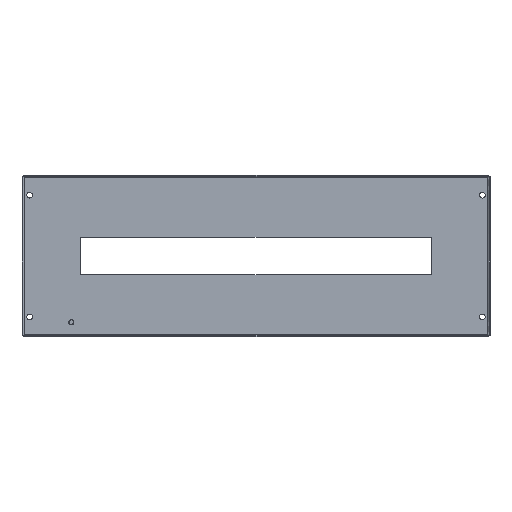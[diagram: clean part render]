
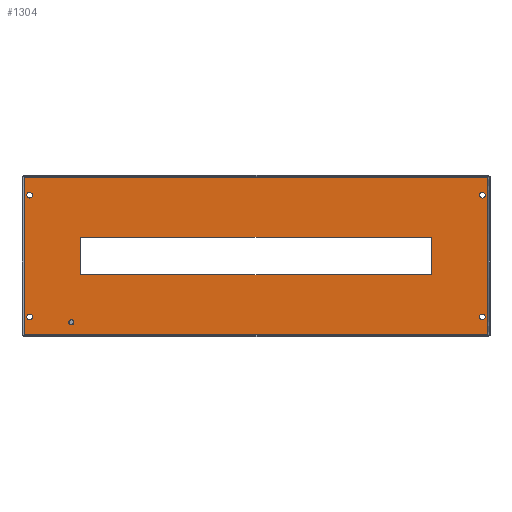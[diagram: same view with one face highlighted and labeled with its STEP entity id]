
A CAD part, top view. The second image highlights one B-rep face of the part: STEP entity #1304.
In plain terms, the highlighted free-form (B-spline) face has degree [1, 1] with [2, 2] control points.
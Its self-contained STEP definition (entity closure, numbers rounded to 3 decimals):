
#887=CARTESIAN_POINT('V82',(240.25,-265.678,
   1.2));
#888=VERTEX_POINT('V82',#887);
#894=CARTESIAN_POINT('E103',(240.25,
   -265.678,1.2));
#895=CARTESIAN_POINT('E103',(240.25,
   -271.74,1.2));
#896=CARTESIAN_POINT('E103',(235.,
   -268.709,1.2));
#897=CARTESIAN_POINT('E103',(229.75,
   -265.678,1.2));
#898=CARTESIAN_POINT('E103',(235.,
   -262.647,1.2));
#899=CARTESIAN_POINT('E103',(240.25,
   -259.616,1.2));
#900=CARTESIAN_POINT('E103',(240.25,
   -265.678,1.2));
#908=(BOUNDED_CURVE()B_SPLINE_CURVE(2,(#894,#895,#896,#897,#898,
   #899,#900),.CIRCULAR_ARC.,.T.,.U.)B_SPLINE_CURVE_WITH_KNOTS((3,
   2,2,3),(0.0,0.333,0.667,1.0),
   .UNSPECIFIED.)CURVE()GEOMETRIC_REPRESENTATION_ITEM()
   RATIONAL_B_SPLINE_CURVE((1.0,0.5,1.0,
   0.5,1.0,0.5,1.0))REPRESENTATION_ITEM(
   'E103'));
#909=EDGE_CURVE('E103',#888,#888,#908,.T.);
#956=CARTESIAN_POINT('V81',(798.45,-265.678,
   1.2));
#957=VERTEX_POINT('V81',#956);
#963=CARTESIAN_POINT('E102',(798.45,
   -265.678,1.2));
#964=CARTESIAN_POINT('E102',(798.45,
   -271.74,1.2));
#965=CARTESIAN_POINT('E102',(793.2,
   -268.709,1.2));
#966=CARTESIAN_POINT('E102',(787.95,
   -265.678,1.2));
#967=CARTESIAN_POINT('E102',(793.2,
   -262.647,1.2));
#968=CARTESIAN_POINT('E102',(798.45,
   -259.616,1.2));
#969=CARTESIAN_POINT('E102',(798.45,
   -265.678,1.2));
#977=(BOUNDED_CURVE()B_SPLINE_CURVE(2,(#963,#964,#965,#966,#967,
   #968,#969),.CIRCULAR_ARC.,.T.,.U.)B_SPLINE_CURVE_WITH_KNOTS((3,
   2,2,3),(0.0,0.333,0.667,1.0),
   .UNSPECIFIED.)CURVE()GEOMETRIC_REPRESENTATION_ITEM()
   RATIONAL_B_SPLINE_CURVE((1.0,0.5,1.0,
   0.5,1.0,0.5,1.0))REPRESENTATION_ITEM(
   'E102'));
#978=EDGE_CURVE('E102',#957,#957,#977,.T.);
#1006=CARTESIAN_POINT('V77',(299.85,
   -363.678,1.2));
#1007=VERTEX_POINT('V77',#1006);
#1015=CARTESIAN_POINT('V80',(731.85,
   -363.678,1.2));
#1016=VERTEX_POINT('V80',#1015);
#1017=CARTESIAN_POINT('E101',(731.85,
   -363.678,1.2));
#1018=CARTESIAN_POINT('E101',(299.85,
   -363.678,1.2));
#1019=QUASI_UNIFORM_CURVE('E101',1,(#1017,#1018),.POLYLINE_FORM.,.F.,
   .U.);
#1020=EDGE_CURVE('E101',#1016,#1007,#1019,.T.);
#1043=CARTESIAN_POINT('V79',(731.85,
   -317.678,1.2));
#1044=VERTEX_POINT('V79',#1043);
#1045=CARTESIAN_POINT('E100',(731.85,
   -317.678,1.2));
#1046=CARTESIAN_POINT('E100',(731.85,
   -363.678,1.2));
#1047=QUASI_UNIFORM_CURVE('E100',1,(#1045,#1046),.POLYLINE_FORM.,.F.,
   .U.);
#1048=EDGE_CURVE('E100',#1044,#1016,#1047,.T.);
#1071=CARTESIAN_POINT('V78',(299.85,
   -317.678,1.2));
#1072=VERTEX_POINT('V78',#1071);
#1073=CARTESIAN_POINT('E99',(299.85,
   -317.678,1.2));
#1074=CARTESIAN_POINT('E99',(731.85,
   -317.678,1.2));
#1075=QUASI_UNIFORM_CURVE('E99',1,(#1073,#1074),.POLYLINE_FORM.,.F.,
   .U.);
#1076=EDGE_CURVE('E99',#1072,#1044,#1075,.T.);
#1099=CARTESIAN_POINT('E98',(299.85,
   -363.678,1.2));
#1100=CARTESIAN_POINT('E98',(299.85,
   -317.678,1.2));
#1101=QUASI_UNIFORM_CURVE('E98',1,(#1099,#1100),.POLYLINE_FORM.,.F.,
   .U.);
#1102=EDGE_CURVE('E98',#1007,#1072,#1101,.T.);
#1137=CARTESIAN_POINT('V76',(798.45,
   -415.678,1.2));
#1138=VERTEX_POINT('V76',#1137);
#1144=CARTESIAN_POINT('E97',(798.45,
   -415.678,1.2));
#1145=CARTESIAN_POINT('E97',(798.45,
   -421.74,1.2));
#1146=CARTESIAN_POINT('E97',(793.2,
   -418.709,1.2));
#1147=CARTESIAN_POINT('E97',(787.95,
   -415.678,1.2));
#1148=CARTESIAN_POINT('E97',(793.2,
   -412.647,1.2));
#1149=CARTESIAN_POINT('E97',(798.45,
   -409.616,1.2));
#1150=CARTESIAN_POINT('E97',(798.45,
   -415.678,1.2));
#1158=(BOUNDED_CURVE()B_SPLINE_CURVE(2,(#1144,#1145,#1146,#1147,
   #1148,#1149,#1150),.CIRCULAR_ARC.,.T.,.U.)
   B_SPLINE_CURVE_WITH_KNOTS((3,2,2,3),(0.0,0.333,
   0.667,1.0),.UNSPECIFIED.)CURVE()
   GEOMETRIC_REPRESENTATION_ITEM()RATIONAL_B_SPLINE_CURVE((1.0,
   0.5,1.0,0.5,1.0,0.5,1.0)
   )REPRESENTATION_ITEM('E97'));
#1159=EDGE_CURVE('E97',#1138,#1138,#1158,.T.);
#1206=CARTESIAN_POINT('V75',(240.25,
   -415.678,1.2));
#1207=VERTEX_POINT('V75',#1206);
#1213=CARTESIAN_POINT('E96',(240.25,
   -415.678,1.2));
#1214=CARTESIAN_POINT('E96',(240.25,
   -421.74,1.2));
#1215=CARTESIAN_POINT('E96',(235.,
   -418.709,1.2));
#1216=CARTESIAN_POINT('E96',(229.75,
   -415.678,1.2));
#1217=CARTESIAN_POINT('E96',(235.,
   -412.647,1.2));
#1218=CARTESIAN_POINT('E96',(240.25,
   -409.616,1.2));
#1219=CARTESIAN_POINT('E96',(240.25,
   -415.678,1.2));
#1227=(BOUNDED_CURVE()B_SPLINE_CURVE(2,(#1213,#1214,#1215,#1216,
   #1217,#1218,#1219),.CIRCULAR_ARC.,.T.,.U.)
   B_SPLINE_CURVE_WITH_KNOTS((3,2,2,3),(0.0,0.333,
   0.667,1.0),.UNSPECIFIED.)CURVE()
   GEOMETRIC_REPRESENTATION_ITEM()RATIONAL_B_SPLINE_CURVE((1.0,
   0.5,1.0,0.5,1.0,0.5,1.0)
   )REPRESENTATION_ITEM('E96'));
#1228=EDGE_CURVE('E96',#1207,#1207,#1227,.T.);
#1251=CARTESIAN_POINT('F27',(230.15,
   -437.628,1.2));
#1252=CARTESIAN_POINT('F27',(801.55,
   -437.628,1.2));
#1253=CARTESIAN_POINT('F27',(230.15,
   -243.728,1.2));
#1254=CARTESIAN_POINT('F27',(801.55,
   -243.728,1.2));
#1255=B_SPLINE_SURFACE_WITH_KNOTS('F27',1,1,((#1251,#1253),(#1252,
   #1254)),.PLANE_SURF.,.F.,.F.,.U.,(2,2),(2,2),(
   0.,2.946),(0.,
   1.),.UNSPECIFIED.);
#1256=CARTESIAN_POINT('V54',(230.15,
   -437.628,1.2));
#1257=VERTEX_POINT('V54',#1256);
#1258=CARTESIAN_POINT('V46',(230.15,
   -243.728,1.2));
#1259=VERTEX_POINT('V46',#1258);
#1260=CARTESIAN_POINT('E68',(230.15,
   -437.628,1.2));
#1261=CARTESIAN_POINT('E68',(230.15,
   -243.728,1.2));
#1262=QUASI_UNIFORM_CURVE('E68',1,(#1260,#1261),.POLYLINE_FORM.,.F.,
   .U.);
#1263=EDGE_CURVE('E68',#1257,#1259,#1262,.T.);
#1264=ORIENTED_EDGE('E68',*,*,#1263,.F.);
#1265=CARTESIAN_POINT('V60',(801.55,
   -437.628,1.2));
#1266=VERTEX_POINT('V60',#1265);
#1267=CARTESIAN_POINT('E75',(801.55,
   -437.628,1.2));
#1268=CARTESIAN_POINT('E75',(230.15,
   -437.628,1.2));
#1269=QUASI_UNIFORM_CURVE('E75',1,(#1267,#1268),.POLYLINE_FORM.,.F.,
   .U.);
#1270=EDGE_CURVE('E75',#1266,#1257,#1269,.T.);
#1271=ORIENTED_EDGE('E75',*,*,#1270,.F.);
#1272=CARTESIAN_POINT('V47',(801.55,
   -243.728,1.2));
#1273=VERTEX_POINT('V47',#1272);
#1274=CARTESIAN_POINT('E83',(801.55,
   -243.728,1.2));
#1275=CARTESIAN_POINT('E83',(801.55,
   -437.628,1.2));
#1276=QUASI_UNIFORM_CURVE('E83',1,(#1274,#1275),.POLYLINE_FORM.,.F.,
   .U.);
#1277=EDGE_CURVE('E83',#1273,#1266,#1276,.T.);
#1278=ORIENTED_EDGE('E83',*,*,#1277,.F.);
#1279=CARTESIAN_POINT('E59',(230.15,
   -243.728,1.2));
#1280=CARTESIAN_POINT('E59',(801.55,
   -243.728,1.2));
#1281=QUASI_UNIFORM_CURVE('E59',1,(#1279,#1280),.POLYLINE_FORM.,.F.,
   .U.);
#1282=EDGE_CURVE('E59',#1259,#1273,#1281,.T.);
#1283=ORIENTED_EDGE('E59',*,*,#1282,.F.);
#1284=EDGE_LOOP('F27',(#1264,#1271,#1278,#1283));
#1285=FACE_OUTER_BOUND('F27',#1284,.T.);
#1286=ORIENTED_EDGE('E96',*,*,#1228,.T.);
#1287=EDGE_LOOP('F27',(#1286));
#1288=FACE_BOUND('F27',#1287,.T.);
#1289=ORIENTED_EDGE('E97',*,*,#1159,.T.);
#1290=EDGE_LOOP('F27',(#1289));
#1291=FACE_BOUND('F27',#1290,.T.);
#1292=ORIENTED_EDGE('E98',*,*,#1102,.T.);
#1293=ORIENTED_EDGE('E99',*,*,#1076,.T.);
#1294=ORIENTED_EDGE('E100',*,*,#1048,.T.);
#1295=ORIENTED_EDGE('E101',*,*,#1020,.T.);
#1296=EDGE_LOOP('F27',(#1292,#1293,#1294,#1295));
#1297=FACE_BOUND('F27',#1296,.T.);
#1298=ORIENTED_EDGE('E102',*,*,#978,.T.);
#1299=EDGE_LOOP('F27',(#1298));
#1300=FACE_BOUND('F27',#1299,.T.);
#1301=ORIENTED_EDGE('E103',*,*,#909,.T.);
#1302=EDGE_LOOP('F27',(#1301));
#1303=FACE_BOUND('F27',#1302,.T.);
#1304=ADVANCED_FACE('F27',(#1285,#1288,#1291,#1297,#1300,#1303),
   #1255,.T.);
